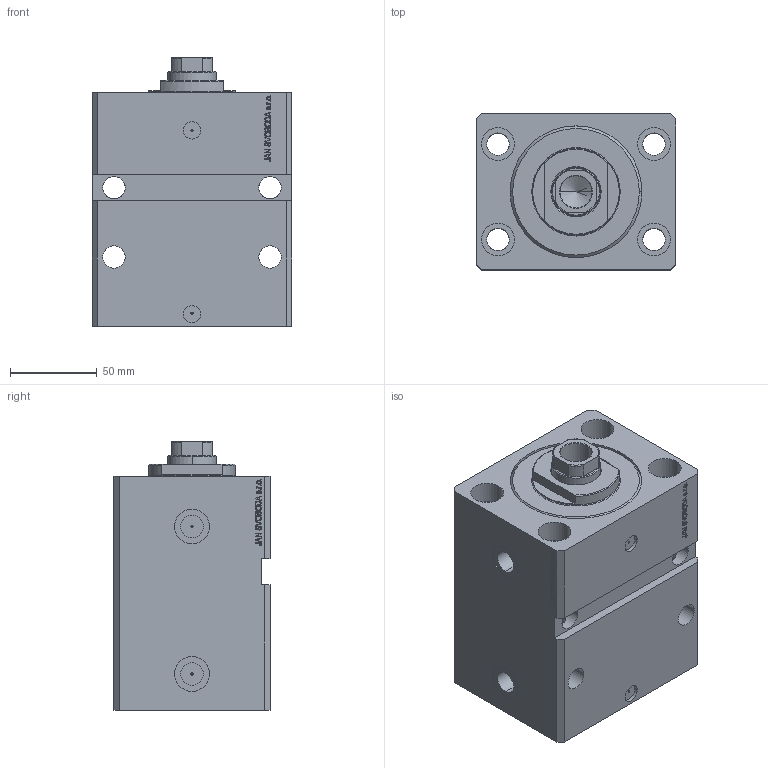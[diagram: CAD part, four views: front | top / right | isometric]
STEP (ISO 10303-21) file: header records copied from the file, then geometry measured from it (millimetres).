
FILE_DESCRIPTION (( 'STEP AP203' ), '1' );
FILE_NAME ('cddd.STEP', '2023-10-07T17:17:31', ( '' ), ( '' ), 'SwSTEP 2.0', 'SolidWorks 2019', '' );
FILE_SCHEMA (( 'CONFIG_CONTROL_DESIGN' ));
Length unit declared in the file: millimetre
Products named in the file (4): cddd; V250CE_C_VCP eb75f6e9d7483b6b88950b2b8ce13967; V250CE_E_Body eb75f6e9d7483b6b88950b2b8ce13967; V250CE_VC_E eb75f6e9d7483b6b88950b2b8ce13967
Assembly tree (3 placements, depth 2):
  cddd
    V250CE_E_Body eb75f6e9d7483b6b88950b2b8ce13967
    V250CE_C_VCP eb75f6e9d7483b6b88950b2b8ce13967
    V250CE_VC_E eb75f6e9d7483b6b88950b2b8ce13967
Bounding box: 115 x 90 x 155 mm (x, y, z)
Volume: 1140297.7 mm3; surface area: 175067.1 mm2
Topology: 3 solids, 3 shells, 973 faces, 2500 edges, 1631 vertices
Faces by surface type: plane 471, bspline 368, cylinder 116, cone 12, torus 6
Entity records: 46978 total; most frequent: CARTESIAN_POINT 25376, ORIENTED_EDGE 4996, DIRECTION 3110, EDGE_CURVE 2498, VERTEX_POINT 1631, VECTOR 1520, LINE 1520, EDGE_LOOP 1117
